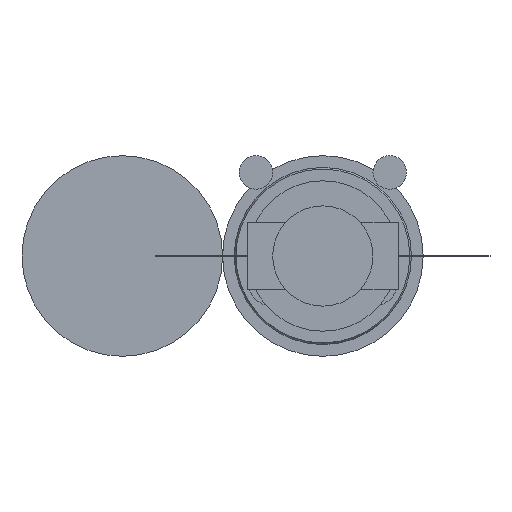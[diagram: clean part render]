
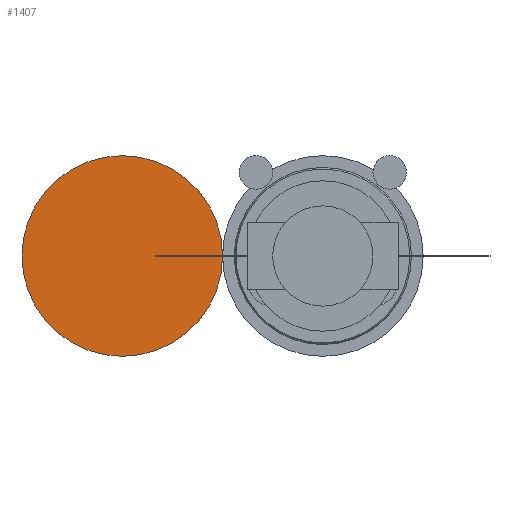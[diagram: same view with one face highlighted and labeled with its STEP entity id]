
A CAD part, left-side view. The second image highlights one B-rep face of the part: STEP entity #1407.
In plain terms, the highlighted face is planar.
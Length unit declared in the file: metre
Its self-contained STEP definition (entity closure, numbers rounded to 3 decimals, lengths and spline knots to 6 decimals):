
#1188 = VERTEX_POINT('',#1189);
#1189 = CARTESIAN_POINT('',(5950.,4200.,-2100.));
#1198 = CYLINDRICAL_SURFACE('',#1199,2100.);
#1199 = AXIS2_PLACEMENT_3D('',#1200,#1201,#1202);
#1200 = CARTESIAN_POINT('',(5950.,4200.,0.));
#1201 = DIRECTION('',(1.,0.,0.));
#1202 = DIRECTION('',(0.,0.,-1.));
#1269 = EDGE_CURVE('',#1188,#1188,#1270,.T.);
#1270 = SURFACE_CURVE('',#1271,(#1276,#1283),.PCURVE_S1.);
#1271 = CIRCLE('',#1272,2100.);
#1272 = AXIS2_PLACEMENT_3D('',#1273,#1274,#1275);
#1273 = CARTESIAN_POINT('',(5950.,4200.,0.));
#1274 = DIRECTION('',(1.,-0.,0.));
#1275 = DIRECTION('',(0.,0.,-1.));
#1276 = PCURVE('',#1198,#1277);
#1277 = DEFINITIONAL_REPRESENTATION('',(#1278),#1282);
#1278 = LINE('',#1279,#1280);
#1279 = CARTESIAN_POINT('',(0.,0.));
#1280 = VECTOR('',#1281,1.);
#1281 = DIRECTION('',(1.,0.));
#1282 = ( GEOMETRIC_REPRESENTATION_CONTEXT(2) 
PARAMETRIC_REPRESENTATION_CONTEXT() REPRESENTATION_CONTEXT('2D SPACE',''
  ) );
#1283 = PCURVE('',#1284,#1289);
#1284 = PLANE('',#1285);
#1285 = AXIS2_PLACEMENT_3D('',#1286,#1287,#1288);
#1286 = CARTESIAN_POINT('',(5950.,4200.,0.));
#1287 = DIRECTION('',(1.,0.,0.));
#1288 = DIRECTION('',(0.,0.,-1.));
#1289 = DEFINITIONAL_REPRESENTATION('',(#1290),#1294);
#1290 = CIRCLE('',#1291,2100.);
#1291 = AXIS2_PLACEMENT_2D('',#1292,#1293);
#1292 = CARTESIAN_POINT('',(0.,0.));
#1293 = DIRECTION('',(1.,0.));
#1294 = ( GEOMETRIC_REPRESENTATION_CONTEXT(2) 
PARAMETRIC_REPRESENTATION_CONTEXT() REPRESENTATION_CONTEXT('2D SPACE',''
  ) );
#1407 = ADVANCED_FACE('',(#1408),#1284,.T.);
#1408 = FACE_BOUND('',#1409,.F.);
#1409 = EDGE_LOOP('',(#1410));
#1410 = ORIENTED_EDGE('',*,*,#1269,.F.);
